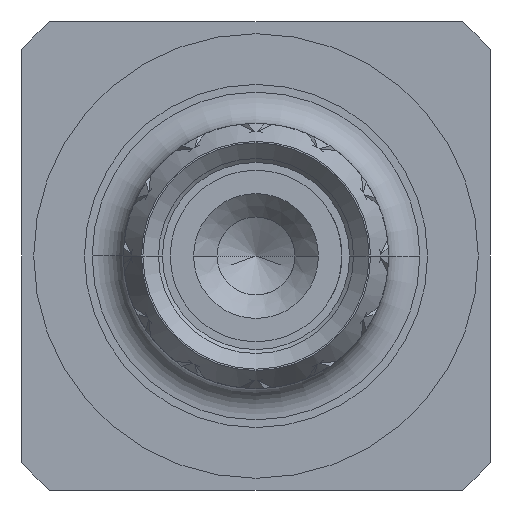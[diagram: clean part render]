
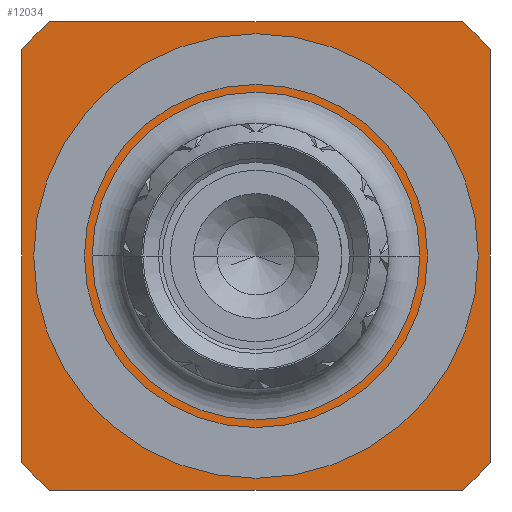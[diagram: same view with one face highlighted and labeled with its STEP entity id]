
A CAD part, front view. The second image highlights one B-rep face of the part: STEP entity #12034.
In plain terms, the highlighted planar face has unit normal (0, -1, 0).
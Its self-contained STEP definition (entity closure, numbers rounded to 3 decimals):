
#10=CARTESIAN_POINT('',(0.,0.,0.));
#11=DIRECTION('',(0.,-1.,0.));
#12=DIRECTION('',(-0.661,0.,0.75));
#13=AXIS2_PLACEMENT_3D('',#10,#11,#12);
#19=DIRECTION('',(1.,0.,0.));
#20=VECTOR('',#19,2.646);
#21=CARTESIAN_POINT('',(-1.323,0.,1.5));
#22=LINE('',#21,#20);
#26=CARTESIAN_POINT('',(0.,0.,0.));
#27=DIRECTION('',(0.,-1.,0.));
#28=DIRECTION('',(0.75,0.,0.661));
#29=AXIS2_PLACEMENT_3D('',#26,#27,#28);
#34=DIRECTION('',(0.,0.,-1.));
#35=VECTOR('',#34,2.646);
#36=CARTESIAN_POINT('',(1.5,0.,1.323));
#37=LINE('',#36,#35);
#41=CARTESIAN_POINT('',(0.,0.,0.));
#42=DIRECTION('',(0.,-1.,0.));
#43=DIRECTION('',(0.661,0.,-0.75));
#44=AXIS2_PLACEMENT_3D('',#41,#42,#43);
#49=DIRECTION('',(-1.,0.,0.));
#50=VECTOR('',#49,2.646);
#51=CARTESIAN_POINT('',(1.323,0.,-1.5));
#52=LINE('',#51,#50);
#56=CARTESIAN_POINT('',(0.,0.,0.));
#57=DIRECTION('',(0.,-1.,0.));
#58=DIRECTION('',(-0.75,0.,-0.661));
#59=AXIS2_PLACEMENT_3D('',#56,#57,#58);
#64=DIRECTION('',(0.,0.,1.));
#65=VECTOR('',#64,2.646);
#66=CARTESIAN_POINT('',(-1.5,0.,-1.323));
#67=LINE('',#66,#65);
#10805=CARTESIAN_POINT('',(0.,0.,0.));
#10806=DIRECTION('',(0.,-1.,0.));
#10807=DIRECTION('',(-1.,0.,0.));
#10808=AXIS2_PLACEMENT_3D('',#10805,#10806,#10807);
#10829=CARTESIAN_POINT('',(0.,0.,0.));
#10830=DIRECTION('',(0.,-1.,0.));
#10831=DIRECTION('',(1.,0.,0.));
#10832=AXIS2_PLACEMENT_3D('',#10829,#10830,#10831);
#11135=CARTESIAN_POINT('',(-1.323,0.,1.5));
#11136=CARTESIAN_POINT('',(-1.5,0.,1.323));
#11137=VERTEX_POINT('',#11135);
#11138=VERTEX_POINT('',#11136);
#11139=CARTESIAN_POINT('',(-1.5,0.,-1.323));
#11140=CARTESIAN_POINT('',(-1.323,0.,-1.5));
#11141=VERTEX_POINT('',#11139);
#11142=VERTEX_POINT('',#11140);
#11143=CARTESIAN_POINT('',(1.323,0.,-1.5));
#11144=CARTESIAN_POINT('',(1.5,0.,-1.323));
#11145=VERTEX_POINT('',#11143);
#11146=VERTEX_POINT('',#11144);
#11147=CARTESIAN_POINT('',(1.5,0.,1.323));
#11148=CARTESIAN_POINT('',(1.323,0.,1.5));
#11149=VERTEX_POINT('',#11147);
#11150=VERTEX_POINT('',#11148);
#11171=CARTESIAN_POINT('',(-1.05,0.,0.));
#11172=CARTESIAN_POINT('',(1.05,0.,0.));
#11173=VERTEX_POINT('',#11171);
#11174=VERTEX_POINT('',#11172);
#12005=CARTESIAN_POINT('',(0.,0.,0.));
#12006=DIRECTION('',(0.,1.,0.));
#12007=DIRECTION('',(1.,0.,0.));
#12008=AXIS2_PLACEMENT_3D('',#12005,#12006,#12007);
#12009=PLANE('',#12008);
#12011=ORIENTED_EDGE('',*,*,#12010,.F.);
#12013=ORIENTED_EDGE('',*,*,#12012,.T.);
#12015=ORIENTED_EDGE('',*,*,#12014,.F.);
#12017=ORIENTED_EDGE('',*,*,#12016,.T.);
#12019=ORIENTED_EDGE('',*,*,#12018,.F.);
#12021=ORIENTED_EDGE('',*,*,#12020,.T.);
#12023=ORIENTED_EDGE('',*,*,#12022,.F.);
#12025=ORIENTED_EDGE('',*,*,#12024,.T.);
#12026=EDGE_LOOP('',(#12011,#12013,#12015,#12017,#12019,#12021,#12023,#12025));
#12027=FACE_OUTER_BOUND('',#12026,.F.);
#12029=ORIENTED_EDGE('',*,*,#12028,.T.);
#12031=ORIENTED_EDGE('',*,*,#12030,.T.);
#12032=EDGE_LOOP('',(#12029,#12031));
#12033=FACE_BOUND('',#12032,.F.);
#14=CIRCLE('',#13,2.);
#30=CIRCLE('',#29,2.);
#45=CIRCLE('',#44,2.);
#60=CIRCLE('',#59,2.);
#10809=CIRCLE('',#10808,1.05);
#10833=CIRCLE('',#10832,1.05);
#12010=EDGE_CURVE('',#11137,#11138,#14,.T.);
#12012=EDGE_CURVE('',#11137,#11150,#22,.T.);
#12014=EDGE_CURVE('',#11149,#11150,#30,.T.);
#12016=EDGE_CURVE('',#11149,#11146,#37,.T.);
#12018=EDGE_CURVE('',#11145,#11146,#45,.T.);
#12020=EDGE_CURVE('',#11145,#11142,#52,.T.);
#12022=EDGE_CURVE('',#11141,#11142,#60,.T.);
#12024=EDGE_CURVE('',#11141,#11138,#67,.T.);
#12028=EDGE_CURVE('',#11173,#11174,#10809,.T.);
#12030=EDGE_CURVE('',#11174,#11173,#10833,.T.);
#12034=ADVANCED_FACE('',(#12027,#12033),#12009,.F.);
